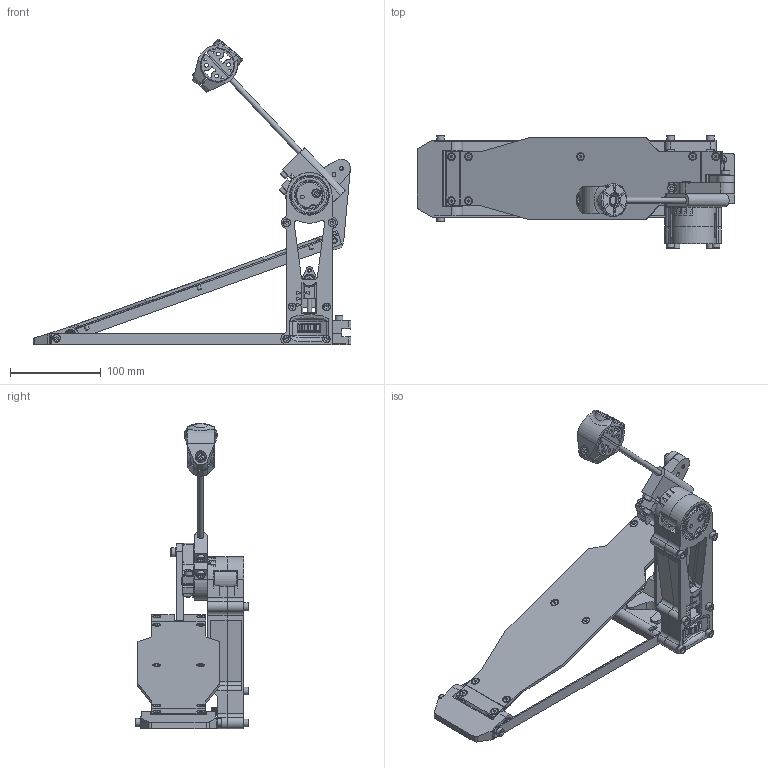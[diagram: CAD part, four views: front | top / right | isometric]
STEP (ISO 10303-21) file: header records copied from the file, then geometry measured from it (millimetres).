
FILE_DESCRIPTION(/* description */ ('STEP AP214'),/* implementation_level */ '2;1');
FILE_NAME(/* name */ '60f42668d23a7e753939218d',/* time_stamp */ '2021-07-18T13:02:34+00:00',/* author */ (''),/* organization */ (''),/* preprocessor_version */ 'ST-DEVELOPER v18.1',/* originating_system */ ' ',/* authorisation */ ' ');
FILE_SCHEMA (('AUTOMOTIVE_DESIGN {1 0 10303 214 3 1 1}'));
Length unit declared in the file: metre
Products named in the file (43): Main Assembly; Link; Assembly Board <1>; Hex socket countersunk head screw M4x0.7 x 10; Heel Hinge; Layout Board <1>; Dowel Pin; HF0608 Needle Bearing; Board Tube Mirror; Board; Board Tube; Link Hinge; Assembly Shaft <1>; Square Nut; Beater Rotate; Spring Holder; Socket Head Cap Screw; Beater Arm; Shaft - Module; Beater Shaft; Shaft Module - Rigid; Beater; Layout Shaft <1>; Shoulder Screw; Shaft - Spring; Assembly Frame <1>; Frame Cover; Hoop Clamp - Top; Heel Rest; Floor Tube; Hoop Clamp - Bottom; Floor Tube Mirror; Spring Tensionner; Layout Frame <1>; Ball Bearing; M5 Steel Narrow-Base Weld Nut; Knob; Frame Base; Frame
Assembly tree (86 placements, depth 4):
  Main Assembly
    Link
    Assembly Board <1>
      Hex socket countersunk head screw M4x0.7 x 10  x10
      Heel Hinge
      Layout Board <1>
        Dowel Pin
        Dowel Pin
        HF0608 Needle Bearing
      Board Tube Mirror
      Board
      Board Tube
      Link Hinge
    Assembly Shaft <1>
      Square Nut  x4
      Beater Rotate  x2
      Spring Holder
      Socket Head Cap Screw
      Beater Arm
      Socket Head Cap Screw  x3
      Shaft - Module
      Beater Shaft
      Shaft Module - Rigid
      Beater
      Layout Shaft <1>
        HF0608 Needle Bearing  x2
        Socket Head Cap Screw  x2
        Shoulder Screw  x2
      Shaft - Spring
    Assembly Frame <1>
      Socket Head Cap Screw  x11
      Square Nut  x4
      Frame Cover
      Socket Head Cap Screw  x2
      Spring Holder
      Hoop Clamp - Top
      Heel Rest
      Hoop Clamp - Bottom
      Floor Tube Mirror
      Spring Tensionner
      Layout Frame <1>
        HF0608 Needle Bearing  x3
        Socket Head Cap Screw
        Ball Bearing  x2
        Square Nut
        M5 Steel Narrow-Base Weld Nut  x3
        Shoulder Screw
      Knob
      Frame Base
      Frame
  Floor Tube
Bounding box: 350.83 x 124.44 x 337.03 mm (x, y, z)
Volume: 578929.5 mm3; surface area: 334918.8 mm2
Topology: 81 solids, 81 shells, 2096 faces, 5136 edges, 3229 vertices
Faces by surface type: plane 1011, cylinder 642, cone 362, torus 57, sphere 12, bspline 12
Full cylindrical faces by diameter (mm): 2 x2, 3.3 x18, 3.571 x3, 3.861 x1, 4 x10, 4.2 x29, 4.5 x10, 5 x24, 5.4 x1, 5.5 x37, 6 x19, 6.2 x3, 6.35 x1, 6.85 x1, 7 x3, 7.53 x10, 8 x1, 8.5 x21, 9.75 x2, 10 x15, 10.2 x2, 12.25 x1, 30 x3, 33 x5, 39 x4, 42 x4
Entity records: 42880 total; most frequent: CARTESIAN_POINT 8053, DIRECTION 7388, ORIENTED_EDGE 6572, EDGE_CURVE 3286, AXIS2_PLACEMENT_3D 2853, VERTEX_POINT 2217, FACE_BOUND 1803, EDGE_LOOP 1795
